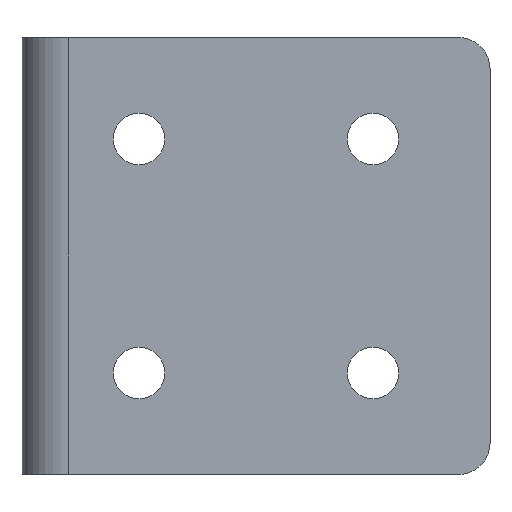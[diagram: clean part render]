
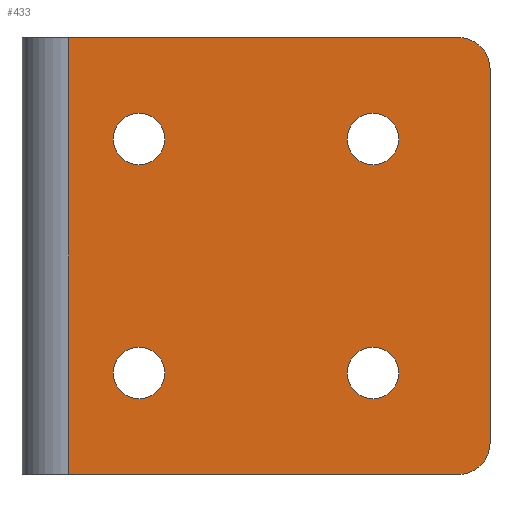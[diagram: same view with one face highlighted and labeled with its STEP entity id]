
A CAD part, front view. The second image highlights one B-rep face of the part: STEP entity #433.
In plain terms, the highlighted planar face has unit normal (0, -1, 0).
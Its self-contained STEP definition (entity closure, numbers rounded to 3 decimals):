
#3 = CIRCLE ( 'NONE', #140, 3.3 ) ;
#18 = DIRECTION ( 'NONE',  ( 0., -1., 0. ) ) ;
#30 = CARTESIAN_POINT ( 'NONE',  ( 56., 0., 24. ) ) ;
#35 = CARTESIAN_POINT ( 'NONE',  ( 6., 0., 28. ) ) ;
#45 = ORIENTED_EDGE ( 'NONE', *, *, #916, .F. ) ;
#49 = CARTESIAN_POINT ( 'NONE',  ( 15., 0., -15. ) ) ;
#51 = ORIENTED_EDGE ( 'NONE', *, *, #516, .F. ) ;
#57 = AXIS2_PLACEMENT_3D ( 'NONE', #487, #799, #252 ) ;
#58 = CARTESIAN_POINT ( 'NONE',  ( 48.3, 0., -15. ) ) ;
#62 = PLANE ( 'NONE',  #1149 ) ;
#63 = VERTEX_POINT ( 'NONE', #221 ) ;
#72 = DIRECTION ( 'NONE',  ( 0., 0., -1. ) ) ;
#99 = DIRECTION ( 'NONE',  ( 0., -1., 0. ) ) ;
#103 = VERTEX_POINT ( 'NONE', #35 ) ;
#108 = ORIENTED_EDGE ( 'NONE', *, *, #574, .T. ) ;
#110 = DIRECTION ( 'NONE',  ( 0., 0., -1. ) ) ;
#114 = EDGE_CURVE ( 'NONE', #103, #780, #359, .T. ) ;
#134 = EDGE_LOOP ( 'NONE', ( #45, #235 ) ) ;
#140 = AXIS2_PLACEMENT_3D ( 'NONE', #315, #202, #630 ) ;
#142 = AXIS2_PLACEMENT_3D ( 'NONE', #713, #99, #200 ) ;
#143 = ORIENTED_EDGE ( 'NONE', *, *, #695, .T. ) ;
#151 = FACE_BOUND ( 'NONE', #134, .T. ) ;
#157 = FACE_OUTER_BOUND ( 'NONE', #1045, .T. ) ;
#166 = VERTEX_POINT ( 'NONE', #58 ) ;
#184 = CIRCLE ( 'NONE', #361, 4. ) ;
#199 = ORIENTED_EDGE ( 'NONE', *, *, #509, .F. ) ;
#200 = DIRECTION ( 'NONE',  ( 0., 0., -1. ) ) ;
#201 = EDGE_CURVE ( 'NONE', #1211, #796, #436, .T. ) ;
#202 = DIRECTION ( 'NONE',  ( 0., -1., 0. ) ) ;
#221 = CARTESIAN_POINT ( 'NONE',  ( 18.3, 0., 15. ) ) ;
#230 = DIRECTION ( 'NONE',  ( 0., 0., 1. ) ) ;
#234 = CARTESIAN_POINT ( 'NONE',  ( 60., 0., -28. ) ) ;
#235 = ORIENTED_EDGE ( 'NONE', *, *, #756, .F. ) ;
#252 = DIRECTION ( 'NONE',  ( 0., 0., -1. ) ) ;
#272 = EDGE_CURVE ( 'NONE', #529, #780, #184, .T. ) ;
#300 = CIRCLE ( 'NONE', #569, 3.3 ) ;
#305 = ORIENTED_EDGE ( 'NONE', *, *, #201, .T. ) ;
#312 = ORIENTED_EDGE ( 'NONE', *, *, #1248, .F. ) ;
#315 = CARTESIAN_POINT ( 'NONE',  ( 45., 0., 15. ) ) ;
#358 = EDGE_LOOP ( 'NONE', ( #312, #1167 ) ) ;
#359 = LINE ( 'NONE', #788, #428 ) ;
#361 = AXIS2_PLACEMENT_3D ( 'NONE', #30, #885, #1077 ) ;
#362 = CARTESIAN_POINT ( 'NONE',  ( 41.7, 0., -15. ) ) ;
#374 = DIRECTION ( 'NONE',  ( 1., 0., 0. ) ) ;
#379 = CARTESIAN_POINT ( 'NONE',  ( 56., 0., 28. ) ) ;
#381 = ORIENTED_EDGE ( 'NONE', *, *, #1046, .F. ) ;
#400 = CARTESIAN_POINT ( 'NONE',  ( 15., 0., 15. ) ) ;
#413 = DIRECTION ( 'NONE',  ( 0., -1., 0. ) ) ;
#428 = VECTOR ( 'NONE', #900, 1000. ) ;
#433 = ADVANCED_FACE ( 'NONE', ( #1351, #1023, #151, #579, #157 ), #62, .T. ) ;
#434 = CARTESIAN_POINT ( 'NONE',  ( 45., 0., 15. ) ) ;
#436 = LINE ( 'NONE', #234, #1015 ) ;
#439 = DIRECTION ( 'NONE',  ( 0., 0., -1. ) ) ;
#449 = VERTEX_POINT ( 'NONE', #844 ) ;
#481 = CARTESIAN_POINT ( 'NONE',  ( 60., 0., -28. ) ) ;
#487 = CARTESIAN_POINT ( 'NONE',  ( 15., 0., -15. ) ) ;
#499 = VERTEX_POINT ( 'NONE', #1269 ) ;
#500 = CIRCLE ( 'NONE', #57, 3.3 ) ;
#505 = DIRECTION ( 'NONE',  ( 0., -1., 0. ) ) ;
#509 = EDGE_CURVE ( 'NONE', #1010, #1392, #3, .T. ) ;
#516 = EDGE_CURVE ( 'NONE', #63, #499, #924, .T. ) ;
#529 = VERTEX_POINT ( 'NONE', #739 ) ;
#531 = CARTESIAN_POINT ( 'NONE',  ( 60., 0., -28. ) ) ;
#541 = VECTOR ( 'NONE', #951, 1000. ) ;
#553 = EDGE_LOOP ( 'NONE', ( #51, #381 ) ) ;
#569 = AXIS2_PLACEMENT_3D ( 'NONE', #1157, #413, #1276 ) ;
#574 = EDGE_CURVE ( 'NONE', #103, #1211, #1386, .T. ) ;
#579 = FACE_BOUND ( 'NONE', #553, .T. ) ;
#603 = DIRECTION ( 'NONE',  ( 0., -1., 0. ) ) ;
#626 = VERTEX_POINT ( 'NONE', #1075 ) ;
#630 = DIRECTION ( 'NONE',  ( 0., 0., -1. ) ) ;
#670 = DIRECTION ( 'NONE',  ( 1., 0., 0. ) ) ;
#682 = CIRCLE ( 'NONE', #1111, 3.3 ) ;
#686 = EDGE_CURVE ( 'NONE', #1392, #1010, #1354, .T. ) ;
#695 = EDGE_CURVE ( 'NONE', #449, #529, #1391, .T. ) ;
#705 = CIRCLE ( 'NONE', #879, 3.3 ) ;
#709 = CARTESIAN_POINT ( 'NONE',  ( 41.7, 0., 15. ) ) ;
#713 = CARTESIAN_POINT ( 'NONE',  ( 45., 0., -15. ) ) ;
#725 = DIRECTION ( 'NONE',  ( 1., 0., 0. ) ) ;
#739 = CARTESIAN_POINT ( 'NONE',  ( 60., 0., 24. ) ) ;
#756 = EDGE_CURVE ( 'NONE', #849, #166, #705, .T. ) ;
#780 = VERTEX_POINT ( 'NONE', #379 ) ;
#788 = CARTESIAN_POINT ( 'NONE',  ( 60., 0., 28. ) ) ;
#796 = VERTEX_POINT ( 'NONE', #1339 ) ;
#799 = DIRECTION ( 'NONE',  ( 0., -1., 0. ) ) ;
#828 = ORIENTED_EDGE ( 'NONE', *, *, #114, .F. ) ;
#836 = CIRCLE ( 'NONE', #971, 4. ) ;
#844 = CARTESIAN_POINT ( 'NONE',  ( 60., 0., -24. ) ) ;
#849 = VERTEX_POINT ( 'NONE', #362 ) ;
#851 = AXIS2_PLACEMENT_3D ( 'NONE', #400, #505, #72 ) ;
#868 = EDGE_CURVE ( 'NONE', #942, #626, #500, .T. ) ;
#879 = AXIS2_PLACEMENT_3D ( 'NONE', #980, #975, #439 ) ;
#885 = DIRECTION ( 'NONE',  ( 0., -1., 0. ) ) ;
#900 = DIRECTION ( 'NONE',  ( 1., 0., 0. ) ) ;
#915 = ORIENTED_EDGE ( 'NONE', *, *, #272, .T. ) ;
#916 = EDGE_CURVE ( 'NONE', #166, #849, #1109, .T. ) ;
#924 = CIRCLE ( 'NONE', #851, 3.3 ) ;
#935 = DIRECTION ( 'NONE',  ( 0., 0., -1. ) ) ;
#942 = VERTEX_POINT ( 'NONE', #1359 ) ;
#951 = DIRECTION ( 'NONE',  ( 0., 0., -1. ) ) ;
#971 = AXIS2_PLACEMENT_3D ( 'NONE', #1264, #1246, #725 ) ;
#975 = DIRECTION ( 'NONE',  ( 0., -1., 0. ) ) ;
#980 = CARTESIAN_POINT ( 'NONE',  ( 45., 0., -15. ) ) ;
#1010 = VERTEX_POINT ( 'NONE', #709 ) ;
#1015 = VECTOR ( 'NONE', #670, 1000. ) ;
#1023 = FACE_BOUND ( 'NONE', #1067, .T. ) ;
#1038 = AXIS2_PLACEMENT_3D ( 'NONE', #434, #18, #110 ) ;
#1045 = EDGE_LOOP ( 'NONE', ( #305, #1148, #143, #915, #828, #108 ) ) ;
#1046 = EDGE_CURVE ( 'NONE', #499, #63, #300, .T. ) ;
#1067 = EDGE_LOOP ( 'NONE', ( #1271, #199 ) ) ;
#1075 = CARTESIAN_POINT ( 'NONE',  ( 18.3, 0., -15. ) ) ;
#1077 = DIRECTION ( 'NONE',  ( 1., 0., 0. ) ) ;
#1109 = CIRCLE ( 'NONE', #142, 3.3 ) ;
#1111 = AXIS2_PLACEMENT_3D ( 'NONE', #49, #603, #935 ) ;
#1147 = CARTESIAN_POINT ( 'NONE',  ( 48.3, 0., 15. ) ) ;
#1148 = ORIENTED_EDGE ( 'NONE', *, *, #1366, .T. ) ;
#1149 = AXIS2_PLACEMENT_3D ( 'NONE', #481, #1341, #374 ) ;
#1157 = CARTESIAN_POINT ( 'NONE',  ( 15., 0., 15. ) ) ;
#1167 = ORIENTED_EDGE ( 'NONE', *, *, #868, .F. ) ;
#1211 = VERTEX_POINT ( 'NONE', #1235 ) ;
#1235 = CARTESIAN_POINT ( 'NONE',  ( 6., 0., -28. ) ) ;
#1246 = DIRECTION ( 'NONE',  ( 0., -1., 0. ) ) ;
#1248 = EDGE_CURVE ( 'NONE', #626, #942, #682, .T. ) ;
#1261 = CARTESIAN_POINT ( 'NONE',  ( 6., 0., -28. ) ) ;
#1264 = CARTESIAN_POINT ( 'NONE',  ( 56., 0., -24. ) ) ;
#1269 = CARTESIAN_POINT ( 'NONE',  ( 11.7, 0., 15. ) ) ;
#1271 = ORIENTED_EDGE ( 'NONE', *, *, #686, .F. ) ;
#1276 = DIRECTION ( 'NONE',  ( 0., 0., -1. ) ) ;
#1335 = VECTOR ( 'NONE', #230, 1000. ) ;
#1339 = CARTESIAN_POINT ( 'NONE',  ( 56., 0., -28. ) ) ;
#1341 = DIRECTION ( 'NONE',  ( 0., -1., 0. ) ) ;
#1351 = FACE_BOUND ( 'NONE', #358, .T. ) ;
#1354 = CIRCLE ( 'NONE', #1038, 3.3 ) ;
#1359 = CARTESIAN_POINT ( 'NONE',  ( 11.7, 0., -15. ) ) ;
#1366 = EDGE_CURVE ( 'NONE', #796, #449, #836, .T. ) ;
#1386 = LINE ( 'NONE', #1261, #541 ) ;
#1391 = LINE ( 'NONE', #531, #1335 ) ;
#1392 = VERTEX_POINT ( 'NONE', #1147 ) ;
